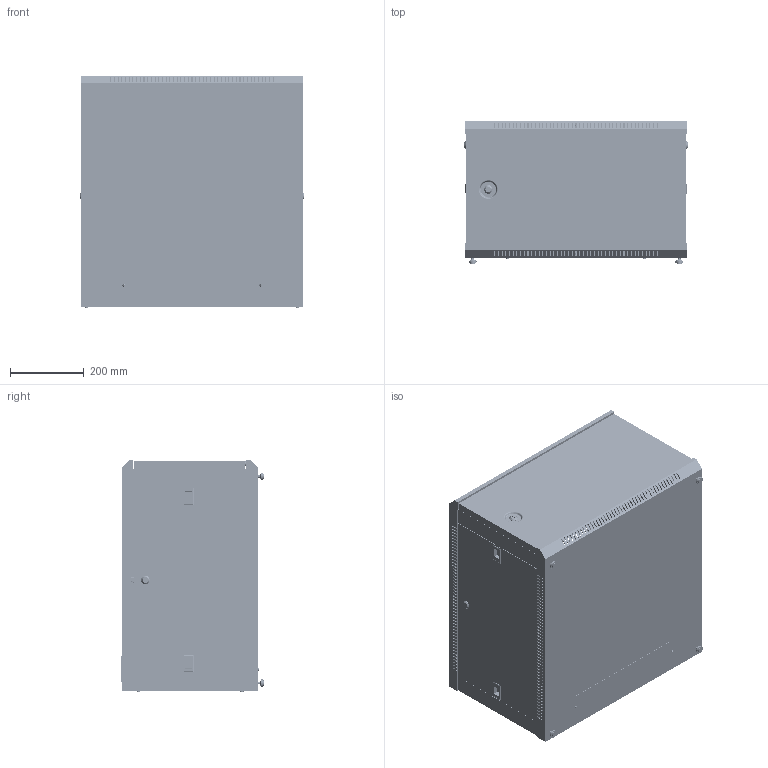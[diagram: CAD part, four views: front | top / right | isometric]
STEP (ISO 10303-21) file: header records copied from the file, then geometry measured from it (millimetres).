
FILE_DESCRIPTION (( 'STEP AP214' ), '1' );
FILE_NAME ('LWR5-06U66-GF ITK Øêàô LINEA W 6U 600x600 ìì äâåðü ñòåêëî, RAL9005.STEP', '2018-11-27T13:59:37', ( '' ), ( '' ), 'SwSTEP 2.0', 'SolidWorks 2014', '' );
FILE_SCHEMA (( 'AUTOMOTIVE_DESIGN' ));
Length unit declared in the file: millimetre
Products named in the file (1): LWR5-06U66-GF  ITK Øêàô LINEA W 6U 600x600 ìì äâåðü ñòåêëî, RAL9005
Bounding box: 604.6 x 387.41 x 630 mm (x, y, z)
Volume: 3004558.6 mm3; surface area: 4741861.8 mm2
Topology: 19 solids, 23 shells, 5491 faces, 16180 edges, 10736 vertices
Faces by surface type: plane 3972, cylinder 1405, cone 52, torus 48, sphere 14
Entity records: 186732 total; most frequent: CARTESIAN_POINT 33676, ORIENTED_EDGE 32360, DIRECTION 29970, EDGE_CURVE 16180, LINE 12750, VECTOR 12750, VERTEX_POINT 10736, AXIS2_PLACEMENT_3D 8610
